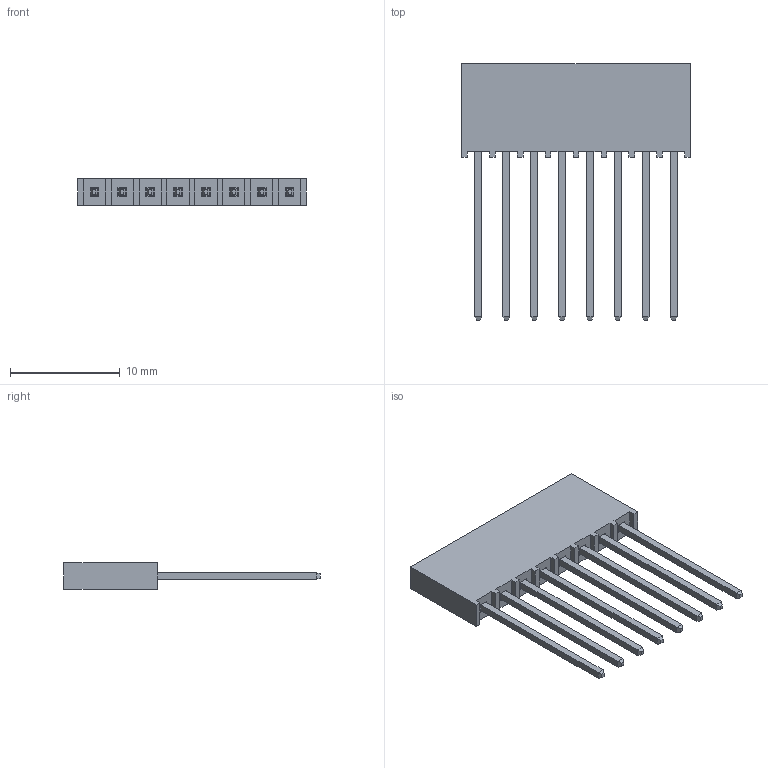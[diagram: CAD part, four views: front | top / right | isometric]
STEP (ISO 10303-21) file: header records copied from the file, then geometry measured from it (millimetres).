
FILE_DESCRIPTION(/* description */ ('STEP AP214'),/* implementation_level */ '2;1');
FILE_NAME(/* name */ 'SSQ-108-04-G-S',/* time_stamp */ '2023-03-20T14:13:40+01:00',/* author */ ('License CC BY-ND 4.0'),/* organization */ ('CADENAS'),/* preprocessor_version */ 'ST-DEVELOPER v19.3',/* originating_system */ 'PARTsolutions',/* authorisation */ ' ');
FILE_SCHEMA (('AUTOMOTIVE_DESIGN {1 0 10303 214 3 1 1}'));
Length unit declared in the file: inch
Products named in the file (3): SSQ-108-04-G-S; P2SSQ-108-04-G-S; T1SSQ-108-04-G-S
Assembly tree (2 placements, depth 2):
  SSQ-108-04-G-S
    P2SSQ-108-04-G-S
    T1SSQ-108-04-G-S
Bounding box: 20.83 x 23.34 x 2.41 mm (x, y, z)
Volume: 421.3 mm3; surface area: 1058 mm2
Topology: 2 solids, 2 shells, 148 faces, 408 edges, 272 vertices
Faces by surface type: plane 148
Entity records: 4722 total; most frequent: CARTESIAN_POINT 831, ORIENTED_EDGE 816, DIRECTION 710, EDGE_CURVE 408, LINE 408, VECTOR 408, VERTEX_POINT 272, EDGE_LOOP 172
